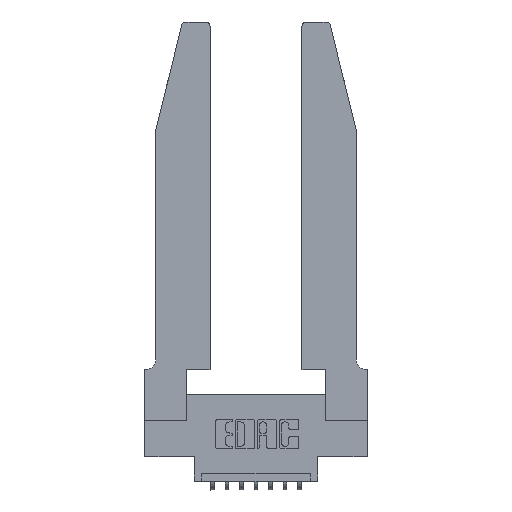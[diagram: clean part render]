
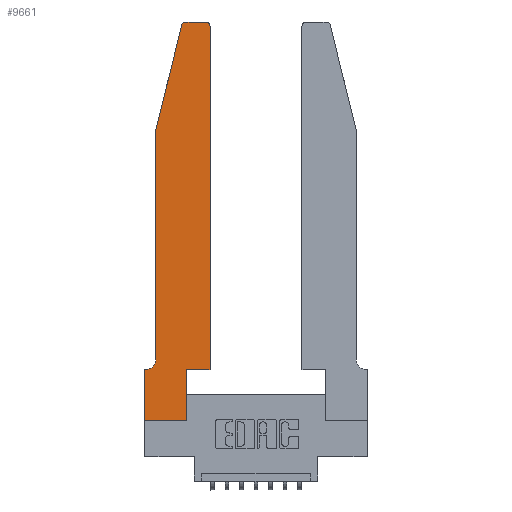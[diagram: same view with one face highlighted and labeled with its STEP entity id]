
A CAD part, top view. The second image highlights one B-rep face of the part: STEP entity #9661.
In plain terms, the highlighted planar face has unit normal (0, 0, 1).
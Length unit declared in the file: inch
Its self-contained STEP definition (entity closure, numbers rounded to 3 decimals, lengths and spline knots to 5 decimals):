
#32 = CARTESIAN_POINT ( 'NONE',  ( 0., 0., 0.37 ) ) ;
#37 = EDGE_CURVE ( 'NONE', #6072, #5269, #2079, .T. ) ;
#155 = CARTESIAN_POINT ( 'NONE',  ( 0.0755, 2., 0.37 ) ) ;
#161 = CARTESIAN_POINT ( 'NONE',  ( 0.4505, 2.72, 0.37 ) ) ;
#175 = VERTEX_POINT ( 'NONE', #4284 ) ;
#381 = VERTEX_POINT ( 'NONE', #12625 ) ;
#388 = DIRECTION ( 'NONE',  ( 0., 0., -1. ) ) ;
#407 = EDGE_CURVE ( 'NONE', #175, #12643, #10712, .T. ) ;
#433 = VERTEX_POINT ( 'NONE', #3428 ) ;
#438 = CARTESIAN_POINT ( 'NONE',  ( 0., 0., 0.37 ) ) ;
#648 = AXIS2_PLACEMENT_3D ( 'NONE', #14092, #11842, #14145 ) ;
#675 = DIRECTION ( 'NONE',  ( 0., 0., 1. ) ) ;
#754 = CARTESIAN_POINT ( 'NONE',  ( 0.2865, 0.35, 0.37 ) ) ;
#828 = CARTESIAN_POINT ( 'NONE',  ( 0.284, 2.75, 0.37 ) ) ;
#1123 = DIRECTION ( 'NONE',  ( -1., 0., 0. ) ) ;
#1489 = VECTOR ( 'NONE', #11950, 39.37008 ) ;
#1539 = CARTESIAN_POINT ( 'NONE',  ( 0., 0.35, 0.37 ) ) ;
#1764 = ORIENTED_EDGE ( 'NONE', *, *, #407, .T. ) ;
#1895 = AXIS2_PLACEMENT_3D ( 'NONE', #7210, #3887, #14322 ) ;
#2004 = ORIENTED_EDGE ( 'NONE', *, *, #12489, .T. ) ;
#2007 = DIRECTION ( 'NONE',  ( 0., 1., 0. ) ) ;
#2079 = CIRCLE ( 'NONE', #12038, 0.07 ) ;
#2106 = CARTESIAN_POINT ( 'NONE',  ( 0.4505, 0.35, 0.37 ) ) ;
#2224 = LINE ( 'NONE', #4604, #10181 ) ;
#2243 = VECTOR ( 'NONE', #5800, 39.37008 ) ;
#2507 = CIRCLE ( 'NONE', #648, 0.03 ) ;
#3390 = CARTESIAN_POINT ( 'NONE',  ( 0.2605, 2.75, 0.37 ) ) ;
#3428 = CARTESIAN_POINT ( 'NONE',  ( 0.4205, 2.75, 0.37 ) ) ;
#3737 = EDGE_CURVE ( 'NONE', #6018, #6072, #10629, .T. ) ;
#3887 = DIRECTION ( 'NONE',  ( 0., 0., 1. ) ) ;
#4284 = CARTESIAN_POINT ( 'NONE',  ( 0., 0., 0.37 ) ) ;
#4508 = LINE ( 'NONE', #3390, #8828 ) ;
#4604 = CARTESIAN_POINT ( 'NONE',  ( 0.4505, 0.35, 0.37 ) ) ;
#4848 = CARTESIAN_POINT ( 'NONE',  ( 0.4505, 0.35, 0.37 ) ) ;
#4953 = EDGE_CURVE ( 'NONE', #8168, #6745, #10608, .T. ) ;
#5100 = ORIENTED_EDGE ( 'NONE', *, *, #6565, .T. ) ;
#5189 = EDGE_CURVE ( 'NONE', #381, #6018, #7076, .T. ) ;
#5269 = VERTEX_POINT ( 'NONE', #5922 ) ;
#5373 = ORIENTED_EDGE ( 'NONE', *, *, #9637, .T. ) ;
#5679 = VERTEX_POINT ( 'NONE', #1539 ) ;
#5800 = DIRECTION ( 'NONE',  ( 1., 0., 0. ) ) ;
#5922 = CARTESIAN_POINT ( 'NONE',  ( 0.0055, 0.35, 0.37 ) ) ;
#6005 = CARTESIAN_POINT ( 'NONE',  ( 0.0755, 2., 0.37 ) ) ;
#6008 = ORIENTED_EDGE ( 'NONE', *, *, #8658, .T. ) ;
#6018 = VERTEX_POINT ( 'NONE', #155 ) ;
#6072 = VERTEX_POINT ( 'NONE', #13879 ) ;
#6097 = VERTEX_POINT ( 'NONE', #754 ) ;
#6150 = CARTESIAN_POINT ( 'NONE',  ( 0.0055, 0.42, 0.37 ) ) ;
#6173 = VECTOR ( 'NONE', #10593, 39.37008 ) ;
#6242 = DIRECTION ( 'NONE',  ( 0., -1., 0. ) ) ;
#6331 = ORIENTED_EDGE ( 'NONE', *, *, #4953, .T. ) ;
#6420 = PLANE ( 'NONE',  #7115 ) ;
#6565 = EDGE_CURVE ( 'NONE', #5269, #5679, #6924, .T. ) ;
#6606 = LINE ( 'NONE', #14793, #14914 ) ;
#6632 = ORIENTED_EDGE ( 'NONE', *, *, #14090, .T. ) ;
#6745 = VERTEX_POINT ( 'NONE', #161 ) ;
#6924 = LINE ( 'NONE', #11799, #1489 ) ;
#7076 = LINE ( 'NONE', #13995, #6173 ) ;
#7115 = AXIS2_PLACEMENT_3D ( 'NONE', #14391, #675, #14491 ) ;
#7210 = CARTESIAN_POINT ( 'NONE',  ( 0.4205, 2.72, 0.37 ) ) ;
#7709 = VECTOR ( 'NONE', #6242, 39.37008 ) ;
#8168 = VERTEX_POINT ( 'NONE', #4848 ) ;
#8255 = EDGE_LOOP ( 'NONE', ( #6008, #5373, #9055, #11419, #14774, #5100, #2004, #1764, #13495, #6632, #6331, #8347 ) ) ;
#8347 = ORIENTED_EDGE ( 'NONE', *, *, #10119, .T. ) ;
#8416 = LINE ( 'NONE', #438, #7709 ) ;
#8658 = EDGE_CURVE ( 'NONE', #433, #9842, #4508, .T. ) ;
#8828 = VECTOR ( 'NONE', #1123, 39.37008 ) ;
#9055 = ORIENTED_EDGE ( 'NONE', *, *, #5189, .T. ) ;
#9637 = EDGE_CURVE ( 'NONE', #9842, #381, #2507, .T. ) ;
#9661 = ADVANCED_FACE ( 'NONE', ( #12946 ), #6420, .T. ) ;
#9750 = VECTOR ( 'NONE', #12840, 39.37008 ) ;
#9842 = VERTEX_POINT ( 'NONE', #828 ) ;
#10119 = EDGE_CURVE ( 'NONE', #6745, #433, #11850, .T. ) ;
#10181 = VECTOR ( 'NONE', #12686, 39.37008 ) ;
#10593 = DIRECTION ( 'NONE',  ( -0.239, -0.971, 0. ) ) ;
#10608 = LINE ( 'NONE', #2106, #10975 ) ;
#10629 = LINE ( 'NONE', #6005, #9750 ) ;
#10712 = LINE ( 'NONE', #32, #2243 ) ;
#10975 = VECTOR ( 'NONE', #2007, 39.37008 ) ;
#11419 = ORIENTED_EDGE ( 'NONE', *, *, #3737, .T. ) ;
#11618 = EDGE_CURVE ( 'NONE', #12643, #6097, #6606, .T. ) ;
#11799 = CARTESIAN_POINT ( 'NONE',  ( 0.0755, 0.35, 0.37 ) ) ;
#11842 = DIRECTION ( 'NONE',  ( 0., 0., 1. ) ) ;
#11850 = CIRCLE ( 'NONE', #1895, 0.03 ) ;
#11860 = DIRECTION ( 'NONE',  ( -1., 0., 0. ) ) ;
#11950 = DIRECTION ( 'NONE',  ( -1., 0., 0. ) ) ;
#12038 = AXIS2_PLACEMENT_3D ( 'NONE', #6150, #388, #11860 ) ;
#12256 = CARTESIAN_POINT ( 'NONE',  ( 0.2865, 0., 0.37 ) ) ;
#12384 = DIRECTION ( 'NONE',  ( 0., 1., 0. ) ) ;
#12489 = EDGE_CURVE ( 'NONE', #5679, #175, #8416, .T. ) ;
#12625 = CARTESIAN_POINT ( 'NONE',  ( 0.25487, 2.72718, 0.37 ) ) ;
#12643 = VERTEX_POINT ( 'NONE', #12256 ) ;
#12686 = DIRECTION ( 'NONE',  ( 1., 0., 0. ) ) ;
#12840 = DIRECTION ( 'NONE',  ( 0., -1., 0. ) ) ;
#12946 = FACE_OUTER_BOUND ( 'NONE', #8255, .T. ) ;
#13495 = ORIENTED_EDGE ( 'NONE', *, *, #11618, .T. ) ;
#13879 = CARTESIAN_POINT ( 'NONE',  ( 0.0755, 0.42, 0.37 ) ) ;
#13995 = CARTESIAN_POINT ( 'NONE',  ( 0.0755, 2., 0.37 ) ) ;
#14090 = EDGE_CURVE ( 'NONE', #6097, #8168, #2224, .T. ) ;
#14092 = CARTESIAN_POINT ( 'NONE',  ( 0.284, 2.72, 0.37 ) ) ;
#14145 = DIRECTION ( 'NONE',  ( 1., 0., 0. ) ) ;
#14322 = DIRECTION ( 'NONE',  ( 1., 0., 0. ) ) ;
#14391 = CARTESIAN_POINT ( 'NONE',  ( 0., 0.35, 0.37 ) ) ;
#14491 = DIRECTION ( 'NONE',  ( 1., 0., 0. ) ) ;
#14774 = ORIENTED_EDGE ( 'NONE', *, *, #37, .T. ) ;
#14793 = CARTESIAN_POINT ( 'NONE',  ( 0.2865, 0.35, 0.37 ) ) ;
#14914 = VECTOR ( 'NONE', #12384, 39.37008 ) ;
